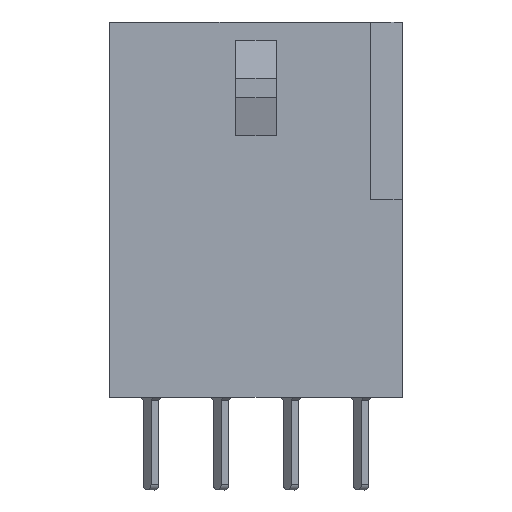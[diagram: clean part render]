
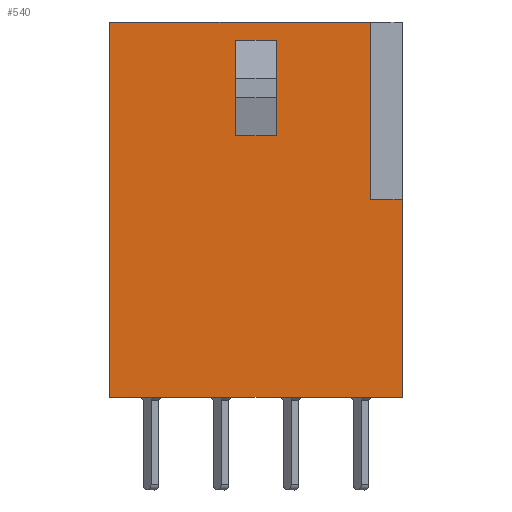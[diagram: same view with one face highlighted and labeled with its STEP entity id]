
A CAD part, top view. The second image highlights one B-rep face of the part: STEP entity #540.
In plain terms, the highlighted planar face has unit normal (0, 0, 1).
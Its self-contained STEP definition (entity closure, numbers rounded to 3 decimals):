
#12 = LINE ( 'NONE', #4095, #2563 ) ;
#36 = CARTESIAN_POINT ( 'NONE',  ( -2.324, -11.176, 2.54 ) ) ;
#261 = CARTESIAN_POINT ( 'NONE',  ( -2.324, 0., 2.54 ) ) ;
#386 = CARTESIAN_POINT ( 'NONE',  ( 14.211, -11.176, 2.54 ) ) ;
#399 = VERTEX_POINT ( 'NONE', #454 ) ;
#454 = CARTESIAN_POINT ( 'NONE',  ( 4.801, 8.991, 2.54 ) ) ;
#540 = ADVANCED_FACE ( 'NONE', ( #2705, #2474 ), #2717, .T. ) ;
#626 = VECTOR ( 'NONE', #6956, 1000. ) ;
#795 = VECTOR ( 'NONE', #797, 1000. ) ;
#797 = DIRECTION ( 'NONE',  ( 1., 0., 0. ) ) ;
#911 = DIRECTION ( 'NONE',  ( 0., -1., 0. ) ) ;
#918 = VECTOR ( 'NONE', #3244, 1000. ) ;
#1227 = ORIENTED_EDGE ( 'NONE', *, *, #7041, .T. ) ;
#1234 = ORIENTED_EDGE ( 'NONE', *, *, #3252, .F. ) ;
#1242 = ORIENTED_EDGE ( 'NONE', *, *, #6019, .F. ) ;
#1251 = EDGE_LOOP ( 'NONE', ( #4174, #2457, #2995, #6834, #6762, #1600 ) ) ;
#1502 = EDGE_CURVE ( 'NONE', #2690, #6137, #2514, .T. ) ;
#1600 = ORIENTED_EDGE ( 'NONE', *, *, #5325, .T. ) ;
#1603 = LINE ( 'NONE', #3225, #918 ) ;
#1637 = DIRECTION ( 'NONE',  ( 1., 0., 0. ) ) ;
#1718 = CARTESIAN_POINT ( 'NONE',  ( 9.32, 8.991, 2.54 ) ) ;
#1739 = EDGE_CURVE ( 'NONE', #2011, #4455, #6828, .T. ) ;
#1911 = VECTOR ( 'NONE', #4869, 1000. ) ;
#2011 = VERTEX_POINT ( 'NONE', #4234 ) ;
#2066 = VECTOR ( 'NONE', #911, 1000. ) ;
#2225 = LINE ( 'NONE', #4066, #5666 ) ;
#2435 = VECTOR ( 'NONE', #5391, 1000. ) ;
#2457 = ORIENTED_EDGE ( 'NONE', *, *, #4719, .F. ) ;
#2474 = FACE_OUTER_BOUND ( 'NONE', #1251, .T. ) ;
#2514 = LINE ( 'NONE', #4240, #626 ) ;
#2523 = VERTEX_POINT ( 'NONE', #3606 ) ;
#2563 = VECTOR ( 'NONE', #2568, 1000. ) ;
#2568 = DIRECTION ( 'NONE',  ( 0., 1., 0. ) ) ;
#2618 = CARTESIAN_POINT ( 'NONE',  ( 12.408, 10.033, 2.54 ) ) ;
#2637 = EDGE_CURVE ( 'NONE', #6137, #6666, #2834, .T. ) ;
#2690 = VERTEX_POINT ( 'NONE', #6474 ) ;
#2705 = FACE_BOUND ( 'NONE', #6594, .T. ) ;
#2717 = PLANE ( 'NONE',  #5381 ) ;
#2834 = LINE ( 'NONE', #5895, #2435 ) ;
#2880 = VECTOR ( 'NONE', #1637, 1000. ) ;
#2942 = VERTEX_POINT ( 'NONE', #5474 ) ;
#2995 = ORIENTED_EDGE ( 'NONE', *, *, #2637, .F. ) ;
#3109 = VERTEX_POINT ( 'NONE', #4176 ) ;
#3225 = CARTESIAN_POINT ( 'NONE',  ( 9.32, 3.608, 2.54 ) ) ;
#3244 = DIRECTION ( 'NONE',  ( -1., 0., 0. ) ) ;
#3252 = EDGE_CURVE ( 'NONE', #2523, #399, #4572, .T. ) ;
#3481 = DIRECTION ( 'NONE',  ( 0., 1., 0. ) ) ;
#3606 = CARTESIAN_POINT ( 'NONE',  ( 7.087, 8.991, 2.54 ) ) ;
#3979 = LINE ( 'NONE', #4648, #2066 ) ;
#4066 = CARTESIAN_POINT ( 'NONE',  ( 7.087, 8.992, 2.54 ) ) ;
#4095 = CARTESIAN_POINT ( 'NONE',  ( 14.211, -11.176, 2.54 ) ) ;
#4174 = ORIENTED_EDGE ( 'NONE', *, *, #1739, .F. ) ;
#4176 = CARTESIAN_POINT ( 'NONE',  ( 4.801, 3.608, 2.54 ) ) ;
#4223 = VECTOR ( 'NONE', #5851, 1000. ) ;
#4234 = CARTESIAN_POINT ( 'NONE',  ( 12.408, 0., 2.54 ) ) ;
#4240 = CARTESIAN_POINT ( 'NONE',  ( -2.324, -11.176, 2.54 ) ) ;
#4455 = VERTEX_POINT ( 'NONE', #6685 ) ;
#4572 = LINE ( 'NONE', #1718, #1911 ) ;
#4648 = CARTESIAN_POINT ( 'NONE',  ( 12.408, 48.54, 2.54 ) ) ;
#4693 = VERTEX_POINT ( 'NONE', #386 ) ;
#4719 = EDGE_CURVE ( 'NONE', #6666, #2011, #3979, .T. ) ;
#4834 = ORIENTED_EDGE ( 'NONE', *, *, #5505, .F. ) ;
#4869 = DIRECTION ( 'NONE',  ( -1., 0., 0. ) ) ;
#5325 = EDGE_CURVE ( 'NONE', #4693, #4455, #12, .T. ) ;
#5381 = AXIS2_PLACEMENT_3D ( 'NONE', #36, #5414, #6509 ) ;
#5391 = DIRECTION ( 'NONE',  ( 1., 0., 0. ) ) ;
#5414 = DIRECTION ( 'NONE',  ( 0., 0., 1. ) ) ;
#5474 = CARTESIAN_POINT ( 'NONE',  ( 7.087, 3.608, 2.54 ) ) ;
#5505 = EDGE_CURVE ( 'NONE', #399, #3109, #6718, .T. ) ;
#5657 = LINE ( 'NONE', #5788, #2880 ) ;
#5666 = VECTOR ( 'NONE', #3481, 1000. ) ;
#5734 = CARTESIAN_POINT ( 'NONE',  ( -2.324, 10.033, 2.54 ) ) ;
#5788 = CARTESIAN_POINT ( 'NONE',  ( -2.324, -11.176, 2.54 ) ) ;
#5851 = DIRECTION ( 'NONE',  ( 0., -1., 0. ) ) ;
#5895 = CARTESIAN_POINT ( 'NONE',  ( -2.324, 10.033, 2.54 ) ) ;
#6019 = EDGE_CURVE ( 'NONE', #2942, #2523, #2225, .T. ) ;
#6137 = VERTEX_POINT ( 'NONE', #5734 ) ;
#6474 = CARTESIAN_POINT ( 'NONE',  ( -2.324, -11.176, 2.54 ) ) ;
#6490 = CARTESIAN_POINT ( 'NONE',  ( 4.801, 8.992, 2.54 ) ) ;
#6509 = DIRECTION ( 'NONE',  ( 1., 0., 0. ) ) ;
#6594 = EDGE_LOOP ( 'NONE', ( #1227, #4834, #1234, #1242 ) ) ;
#6666 = VERTEX_POINT ( 'NONE', #2618 ) ;
#6685 = CARTESIAN_POINT ( 'NONE',  ( 14.211, 0., 2.54 ) ) ;
#6718 = LINE ( 'NONE', #6490, #4223 ) ;
#6762 = ORIENTED_EDGE ( 'NONE', *, *, #6782, .T. ) ;
#6782 = EDGE_CURVE ( 'NONE', #2690, #4693, #5657, .T. ) ;
#6828 = LINE ( 'NONE', #261, #795 ) ;
#6834 = ORIENTED_EDGE ( 'NONE', *, *, #1502, .F. ) ;
#6956 = DIRECTION ( 'NONE',  ( 0., 1., 0. ) ) ;
#7041 = EDGE_CURVE ( 'NONE', #2942, #3109, #1603, .T. ) ;
